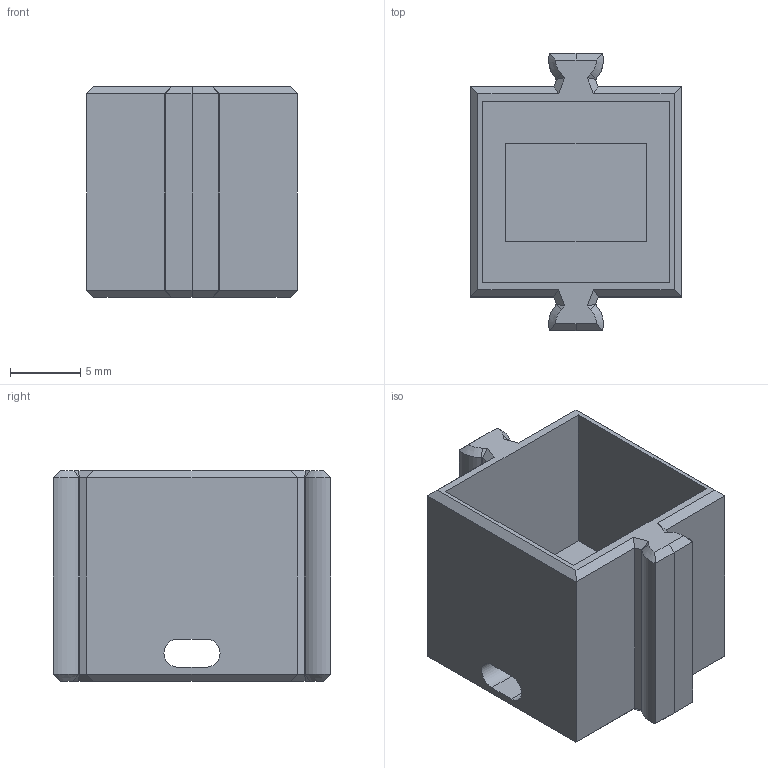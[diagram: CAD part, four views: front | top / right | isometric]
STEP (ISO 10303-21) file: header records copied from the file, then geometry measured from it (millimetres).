
FILE_DESCRIPTION(('CATIA V5 STEP Exchange'),'2;1');
FILE_NAME('SchalterHalter.stp','2017-07-10T13:57:05+00:00',('none'),('none'),'CATIA Version 5 Release 18 GA (IN-10)','CATIA V5 STEP AP203','none');
FILE_SCHEMA(('CONFIG_CONTROL_DESIGN'));
Length unit declared in the file: millimetre
Products named in the file (1): Schalter
Bounding box: 15 x 19.8 x 15 mm (x, y, z)
Volume: 1461.1 mm3; surface area: 2218 mm2
Topology: 1 solids, 1 shells, 87 faces, 211 edges, 126 vertices
Faces by surface type: plane 71, cone 8, cylinder 8
Entity records: 2414 total; most frequent: CARTESIAN_POINT 478, ORIENTED_EDGE 422, DIRECTION 324, EDGE_CURVE 211, VECTOR 146, LINE 146, VERTEX_POINT 126, AXIS2_PLACEMENT_3D 102
